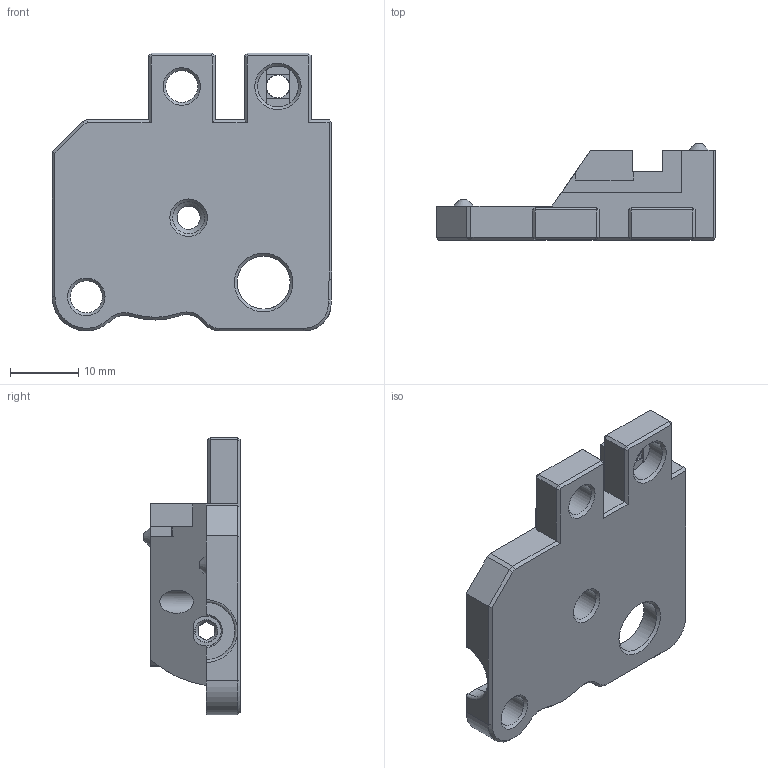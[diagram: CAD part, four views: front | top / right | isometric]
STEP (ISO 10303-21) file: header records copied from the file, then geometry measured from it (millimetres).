
FILE_DESCRIPTION(('FreeCAD Model'),'2;1');
FILE_NAME('Open CASCADE Shape Model','2025-03-05T14:13:33',( 'Theophile Boue'),('Uboe'),'Open CASCADE STEP processor 7.7', 'FreeCAD','Unknown');
FILE_SCHEMA(('AUTOMOTIVE_DESIGN { 1 0 10303 214 1 1 1 1 }'));
Length unit declared in the file: millimetre
Products named in the file (1): encoder_right_housing_remixed_V
Bounding box: 41 x 14.17 x 40.75 mm (x, y, z)
Volume: 7710 mm3; surface area: 5015.7 mm2
Topology: 1 solids, 1 shells, 296 faces, 796 edges, 507 vertices
Faces by surface type: plane 178, bspline 56, cylinder 38, cone 20, torus 4
Full cylindrical faces by diameter (mm): 2.5 x1, 3.2 x1, 3.4 x2, 4.7 x3, 6 x1, 7.8 x1, 8.8 x1
Entity records: 12092 total; most frequent: CARTESIAN_POINT 2866, ORIENTED_EDGE 1592, DIRECTION 1319, EDGE_CURVE 796, VERTEX_POINT 507, LINE 501, VECTOR 501, AXIS2_PLACEMENT_3D 409
